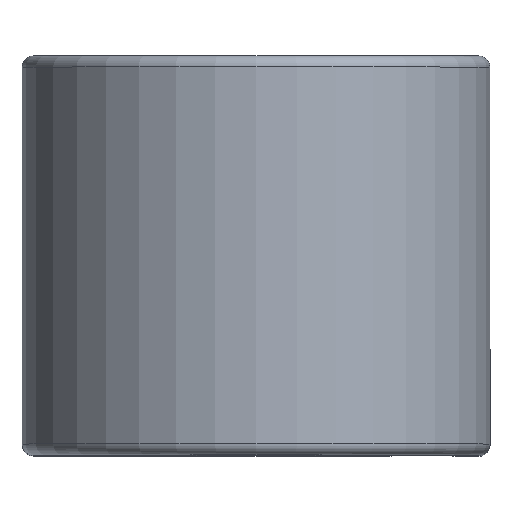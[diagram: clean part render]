
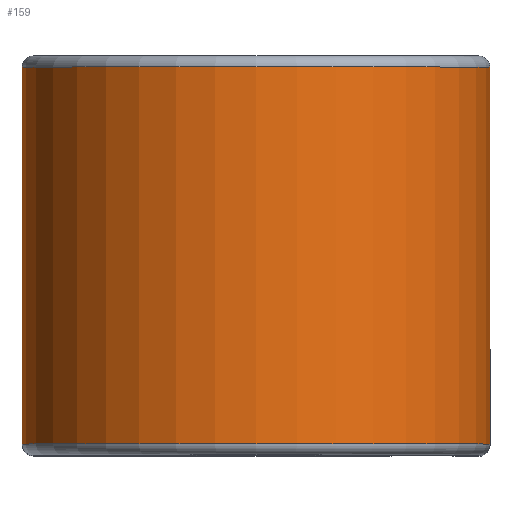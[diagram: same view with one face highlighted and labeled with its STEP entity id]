
A CAD part, top view. The second image highlights one B-rep face of the part: STEP entity #159.
In plain terms, the highlighted cylindrical face has radius 15.812 mm (diameter 31.623 mm), a partial arc.
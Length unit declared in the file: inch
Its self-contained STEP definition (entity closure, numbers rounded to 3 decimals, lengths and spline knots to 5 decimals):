
#101 = CARTESIAN_POINT ( 'NONE',  ( 0., 0.50125, 1. ) ) ;
#159 = ADVANCED_FACE ( 'NONE', ( #1085 ), #173, .T. ) ;
#161 = VECTOR ( 'NONE', #1022, 39.37008 ) ;
#165 = CARTESIAN_POINT ( 'NONE',  ( 0., -0.50125, 1. ) ) ;
#173 = CYLINDRICAL_SURFACE ( 'NONE', #1164, 0.6225 ) ;
#247 = LINE ( 'NONE', #1702, #161 ) ;
#342 = DIRECTION ( 'NONE',  ( 0., 0., -1. ) ) ;
#370 = CARTESIAN_POINT ( 'NONE',  ( -0.6225, 0.50125, 1. ) ) ;
#407 = DIRECTION ( 'NONE',  ( 0., 0., -1. ) ) ;
#431 = ORIENTED_EDGE ( 'NONE', *, *, #2560, .T. ) ;
#621 = LINE ( 'NONE', #2254, #1783 ) ;
#699 = EDGE_CURVE ( 'NONE', #977, #1575, #247, .T. ) ;
#731 = CIRCLE ( 'NONE', #1054, 0.6225 ) ;
#743 = CARTESIAN_POINT ( 'NONE',  ( 0.6225, 0.50125, 1. ) ) ;
#750 = ORIENTED_EDGE ( 'NONE', *, *, #2127, .F. ) ;
#794 = CARTESIAN_POINT ( 'NONE',  ( 0.6225, -0.50125, 1. ) ) ;
#830 = CARTESIAN_POINT ( 'NONE',  ( 0., 0.5, 1. ) ) ;
#873 = CIRCLE ( 'NONE', #930, 0.6225 ) ;
#917 = EDGE_CURVE ( 'NONE', #977, #1165, #873, .T. ) ;
#930 = AXIS2_PLACEMENT_3D ( 'NONE', #165, #1797, #407 ) ;
#977 = VERTEX_POINT ( 'NONE', #794 ) ;
#1022 = DIRECTION ( 'NONE',  ( 0., 1., 0. ) ) ;
#1044 = EDGE_LOOP ( 'NONE', ( #2098, #431, #750, #2632 ) ) ;
#1054 = AXIS2_PLACEMENT_3D ( 'NONE', #101, #1730, #342 ) ;
#1085 = FACE_OUTER_BOUND ( 'NONE', #1044, .T. ) ;
#1106 = CARTESIAN_POINT ( 'NONE',  ( -0.6225, -0.50125, 1. ) ) ;
#1164 = AXIS2_PLACEMENT_3D ( 'NONE', #830, #2195, #1506 ) ;
#1165 = VERTEX_POINT ( 'NONE', #1106 ) ;
#1506 = DIRECTION ( 'NONE',  ( 0., 0., -1. ) ) ;
#1575 = VERTEX_POINT ( 'NONE', #743 ) ;
#1702 = CARTESIAN_POINT ( 'NONE',  ( 0.6225, 0.50125, 1. ) ) ;
#1730 = DIRECTION ( 'NONE',  ( 0., -1., 0. ) ) ;
#1783 = VECTOR ( 'NONE', #2487, 39.37008 ) ;
#1797 = DIRECTION ( 'NONE',  ( 0., -1., 0. ) ) ;
#2035 = VERTEX_POINT ( 'NONE', #370 ) ;
#2098 = ORIENTED_EDGE ( 'NONE', *, *, #699, .T. ) ;
#2127 = EDGE_CURVE ( 'NONE', #1165, #2035, #621, .T. ) ;
#2195 = DIRECTION ( 'NONE',  ( 0., -1., 0. ) ) ;
#2254 = CARTESIAN_POINT ( 'NONE',  ( -0.6225, 0.50125, 1. ) ) ;
#2487 = DIRECTION ( 'NONE',  ( 0., 1., 0. ) ) ;
#2560 = EDGE_CURVE ( 'NONE', #1575, #2035, #731, .T. ) ;
#2632 = ORIENTED_EDGE ( 'NONE', *, *, #917, .F. ) ;
